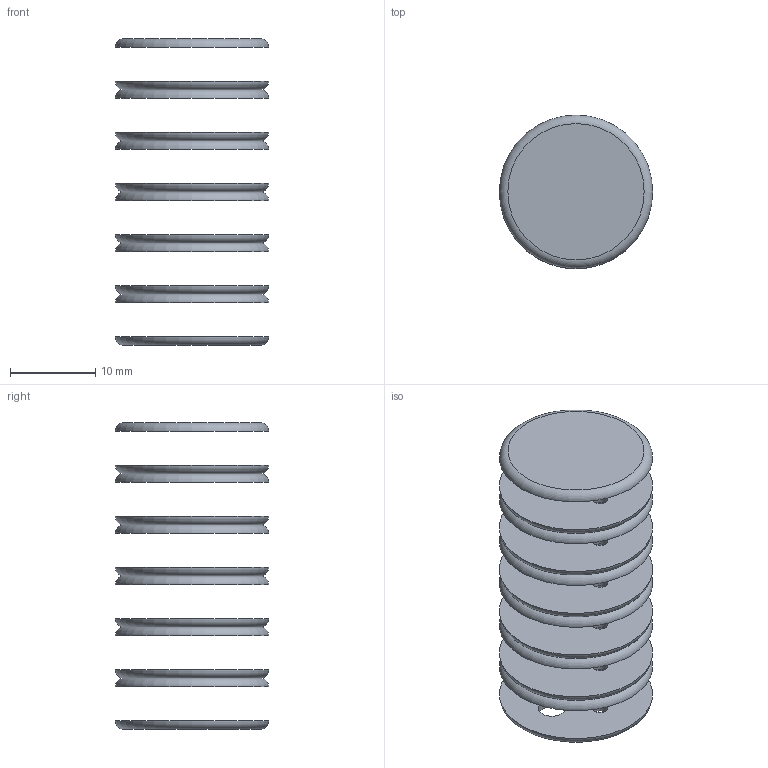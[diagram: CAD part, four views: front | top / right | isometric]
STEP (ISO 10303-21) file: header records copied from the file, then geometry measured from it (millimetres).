
FILE_DESCRIPTION(('HOOPS Exchange Step'),'2;1');
FILE_NAME('temp_export','2023-12-16T01:07:08-05:00',('jscotto'),('Shapr3D Limited'),'HOOPS Exchange 2023.2','Shapr3D','Authorized');
FILE_SCHEMA( ('AUTOMOTIVE_DESIGN { 1 0 10303 214 1 1 1 1 }') );
Length unit declared in the file: millimetre
Products named in the file (1): Body (Black)
Bounding box: 18 x 18 x 36 mm (x, y, z)
Volume: 2815.7 mm3; surface area: 6499.2 mm2
Topology: 12 solids, 12 shells, 71 faces, 170 edges, 123 vertices
Faces by surface type: cylinder 35, plane 24, torus 12
Full cylindrical faces by diameter (mm): 1.75 x33, 3.25 x2
Entity records: 2344 total; most frequent: DIRECTION 449, CARTESIAN_POINT 365, ORIENTED_EDGE 340, AXIS2_PLACEMENT_3D 207, EDGE_CURVE 170, EDGE_LOOP 141, FACE_BOUND 141, CIRCLE 135
